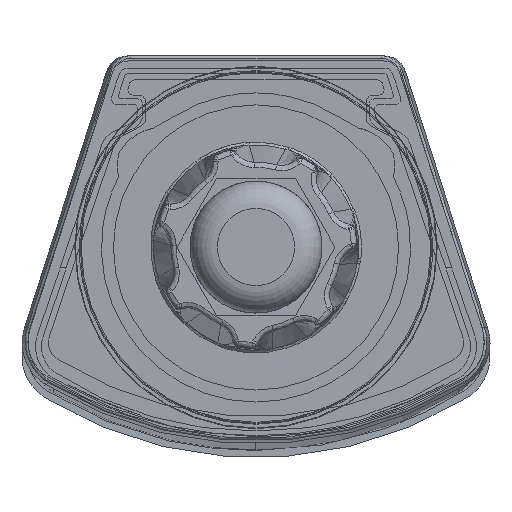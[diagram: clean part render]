
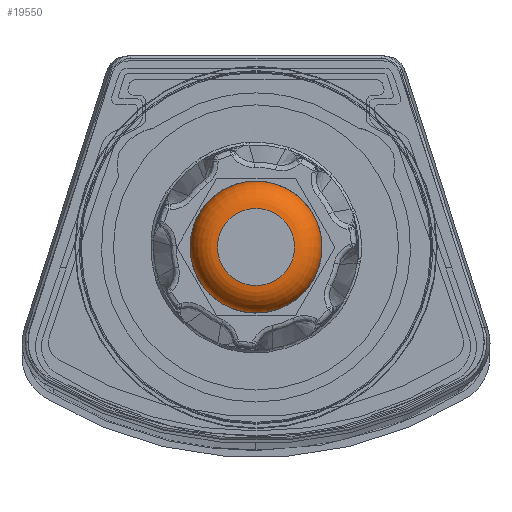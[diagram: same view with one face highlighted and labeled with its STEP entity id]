
A CAD part, top view. The second image highlights one B-rep face of the part: STEP entity #19550.
In plain terms, the highlighted toroidal (fillet/blend) face has major radius 6.979 mm and minor radius 5.4 mm.
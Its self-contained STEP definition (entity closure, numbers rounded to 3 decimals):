
#2351 = CARTESIAN_POINT ( 'NONE',  ( -0.001, -792.934, -35.966 ) ) ;
#4298 = DIRECTION ( 'NONE',  ( -1., 0., 0. ) ) ;
#4607 = CARTESIAN_POINT ( 'NONE',  ( -0.001, -798.329, -35.966 ) ) ;
#6958 = EDGE_LOOP ( 'NONE', ( #13423 ) ) ;
#7224 = CIRCLE ( 'NONE', #36117, 12.379 ) ;
#9272 = CIRCLE ( 'NONE', #32097, 7.226 ) ;
#10143 = VERTEX_POINT ( 'NONE', #53605 ) ;
#11717 = FACE_OUTER_BOUND ( 'NONE', #6958, .T. ) ;
#13423 = ORIENTED_EDGE ( 'NONE', *, *, #37409, .F. ) ;
#15130 = AXIS2_PLACEMENT_3D ( 'NONE', #2351, #59831, #21387 ) ;
#16539 = CARTESIAN_POINT ( 'NONE',  ( -0.001, -792.934, -35.966 ) ) ;
#17234 = TOROIDAL_SURFACE ( 'NONE', #15130, 6.979, 5.4 ) ;
#19208 = EDGE_CURVE ( 'NONE', #10143, #10143, #9272, .T. ) ;
#19550 = ADVANCED_FACE ( 'NONE', ( #59544, #11717 ), #17234, .T. ) ;
#21032 = CARTESIAN_POINT ( 'NONE',  ( -12.379, -792.934, -35.966 ) ) ;
#21387 = DIRECTION ( 'NONE',  ( -1., 0., 0. ) ) ;
#23699 = EDGE_LOOP ( 'NONE', ( #27837 ) ) ;
#27837 = ORIENTED_EDGE ( 'NONE', *, *, #19208, .T. ) ;
#32097 = AXIS2_PLACEMENT_3D ( 'NONE', #4607, #37727, #4298 ) ;
#36117 = AXIS2_PLACEMENT_3D ( 'NONE', #16539, #40643, #54397 ) ;
#37409 = EDGE_CURVE ( 'NONE', #59507, #59507, #7224, .T. ) ;
#37727 = DIRECTION ( 'NONE',  ( 0., 1., 0. ) ) ;
#40643 = DIRECTION ( 'NONE',  ( 0., 1., 0. ) ) ;
#53605 = CARTESIAN_POINT ( 'NONE',  ( -7.226, -798.329, -35.966 ) ) ;
#54397 = DIRECTION ( 'NONE',  ( -1., 0., 0. ) ) ;
#59507 = VERTEX_POINT ( 'NONE', #21032 ) ;
#59544 = FACE_OUTER_BOUND ( 'NONE', #23699, .T. ) ;
#59831 = DIRECTION ( 'NONE',  ( 0., 1., 0. ) ) ;
